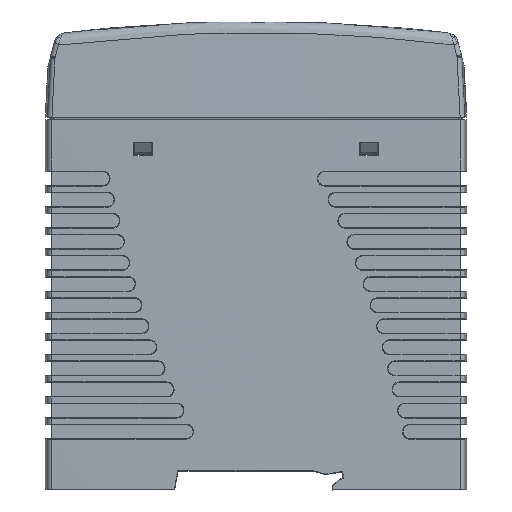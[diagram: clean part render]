
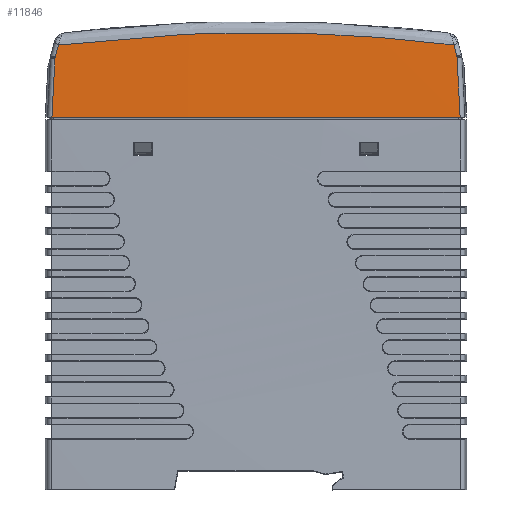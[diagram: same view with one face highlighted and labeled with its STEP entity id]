
A CAD part, left-side view. The second image highlights one B-rep face of the part: STEP entity #11846.
In plain terms, the highlighted conical face has half-angle 2 degrees and reference radius 2024.92 mm.
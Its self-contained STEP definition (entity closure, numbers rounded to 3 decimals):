
#10424=CONICAL_SURFACE('',#40353,2024.916,2.);
#11846=ADVANCED_FACE('',(#13540),#10424,.T.);
#13540=FACE_OUTER_BOUND('',#15015,.T.);
#15015=EDGE_LOOP('',(#19530,#19531,#19532,#19533,#19534,#19535,#19536,#19537,
#19538,#19539,#19540,#19541,#19542));
#16497=B_SPLINE_CURVE_WITH_KNOTS('',3,(#55329,#55330,#55331,#55332,#55333,
#55334,#55335,#55336,#55337),.UNSPECIFIED.,.F.,.F.,(4,1,1,1,1,1,4),(0.,
0.25,0.375,0.5,0.625,
0.75,1.),.UNSPECIFIED.);
#16499=B_SPLINE_CURVE_WITH_KNOTS('',3,(#55485,#55486,#55487,#55488),
 .UNSPECIFIED.,.F.,.F.,(4,4),(0.,1.),.UNSPECIFIED.);
#16501=B_SPLINE_CURVE_WITH_KNOTS('',3,(#55494,#55495,#55496,#55497,#55498,
#55499,#55500,#55501),.UNSPECIFIED.,.F.,.F.,(4,2,2,4),(0.,0.25,0.5,1.),
 .UNSPECIFIED.);
#16502=B_SPLINE_CURVE_WITH_KNOTS('',3,(#55503,#55504,#55505,#55506,#55507,
#55508,#55509,#55510,#55511,#55512,#55513,#55514,#55515,#55516),
 .UNSPECIFIED.,.F.,.F.,(4,1,1,1,1,1,1,1,1,1,1,4),(0.,0.199,0.398,
0.55,0.588,0.626,0.664,0.701,
0.739,0.776,0.851,1.),.UNSPECIFIED.);
#16505=B_SPLINE_CURVE_WITH_KNOTS('',3,(#55687,#55688,#55689,#55690,#55691,
#55692,#55693,#55694,#55695,#55696,#55697),.UNSPECIFIED.,.F.,.F.,(4,1,2,
2,1,1,4),(0.,0.125,0.156,0.187,0.25,
0.5,1.),.UNSPECIFIED.);
#16509=B_SPLINE_CURVE_WITH_KNOTS('',3,(#55713,#55714,#55715,#55716),
 .UNSPECIFIED.,.F.,.F.,(4,4),(0.,1.),.UNSPECIFIED.);
#16536=B_SPLINE_CURVE_WITH_KNOTS('',3,(#56321,#56322,#56323,#56324),
 .UNSPECIFIED.,.F.,.F.,(4,4),(0.,1.),.UNSPECIFIED.);
#16538=B_SPLINE_CURVE_WITH_KNOTS('',3,(#56339,#56340,#56341,#56342),
 .UNSPECIFIED.,.F.,.F.,(4,4),(0.,1.),.UNSPECIFIED.);
#16540=B_SPLINE_CURVE_WITH_KNOTS('',3,(#56404,#56405,#56406,#56407),
 .UNSPECIFIED.,.F.,.F.,(4,4),(0.,1.),.UNSPECIFIED.);
#16541=B_SPLINE_CURVE_WITH_KNOTS('',3,(#56409,#56410,#56411,#56412),
 .UNSPECIFIED.,.F.,.F.,(4,4),(0.,1.),.UNSPECIFIED.);
#16542=B_SPLINE_CURVE_WITH_KNOTS('',3,(#56414,#56415,#56416,#56417),
 .UNSPECIFIED.,.F.,.F.,(4,4),(0.,1.),.UNSPECIFIED.);
#16943=CIRCLE('',#40352,2025.233);
#19530=ORIENTED_EDGE('',*,*,#31019,.F.);
#19531=ORIENTED_EDGE('',*,*,#30982,.F.);
#19532=ORIENTED_EDGE('',*,*,#30986,.F.);
#19533=ORIENTED_EDGE('',*,*,#30979,.F.);
#19534=ORIENTED_EDGE('',*,*,#30976,.F.);
#19535=ORIENTED_EDGE('',*,*,#30975,.F.);
#19536=ORIENTED_EDGE('',*,*,#30978,.F.);
#19537=ORIENTED_EDGE('',*,*,#30973,.F.);
#19538=ORIENTED_EDGE('',*,*,#31015,.F.);
#19539=ORIENTED_EDGE('',*,*,#31017,.F.);
#19540=ORIENTED_EDGE('',*,*,#31020,.F.);
#19541=ORIENTED_EDGE('',*,*,#31021,.F.);
#19542=ORIENTED_EDGE('',*,*,#31022,.F.);
#27842=VERTEX_POINT('',#55323);
#27843=VERTEX_POINT('',#55328);
#27844=VERTEX_POINT('',#55483);
#27845=VERTEX_POINT('',#55484);
#27846=VERTEX_POINT('',#55489);
#27847=VERTEX_POINT('',#55517);
#27848=VERTEX_POINT('',#55685);
#27850=VERTEX_POINT('',#55698);
#27867=VERTEX_POINT('',#56320);
#27868=VERTEX_POINT('',#56337);
#27870=VERTEX_POINT('',#56403);
#27871=VERTEX_POINT('',#56408);
#27872=VERTEX_POINT('',#56413);
#30973=EDGE_CURVE('',#27843,#27842,#16497,.T.);
#30975=EDGE_CURVE('',#27844,#27845,#35194,.T.);
#30976=EDGE_CURVE('',#27845,#27846,#16499,.T.);
#30978=EDGE_CURVE('',#27842,#27844,#16501,.T.);
#30979=EDGE_CURVE('',#27846,#27847,#16502,.T.);
#30982=EDGE_CURVE('',#27848,#27850,#16505,.T.);
#30986=EDGE_CURVE('',#27847,#27848,#16509,.T.);
#31015=EDGE_CURVE('',#27867,#27843,#16536,.T.);
#31017=EDGE_CURVE('',#27868,#27867,#16538,.T.);
#31019=EDGE_CURVE('',#27850,#27870,#16943,.T.);
#31020=EDGE_CURVE('',#27871,#27868,#16540,.T.);
#31021=EDGE_CURVE('',#27872,#27871,#16541,.T.);
#31022=EDGE_CURVE('',#27870,#27872,#16542,.T.);
#35194=LINE('',#55482,#37733);
#37733=VECTOR('',#43395,1.);
#40352=AXIS2_PLACEMENT_3D('',#56402,#43418,#43419);
#40353=AXIS2_PLACEMENT_3D('',#56418,#43420,#43421);
#43395=DIRECTION('',(-0.029,-0.25,-0.968));
#43418=DIRECTION('',(0.,0.,-1.));
#43419=DIRECTION('',(-1.,-0.022,0.));
#43420=DIRECTION('',(0.,0.,-1.));
#43421=DIRECTION('',(-1.,0.,0.));
#55323=CARTESIAN_POINT('',(-26.642,-42.209,55.793));
#55328=CARTESIAN_POINT('',(-26.644,42.23,55.788));
#55329=CARTESIAN_POINT('',(-26.644,42.23,55.788));
#55330=CARTESIAN_POINT('',(-26.758,35.234,56.673));
#55331=CARTESIAN_POINT('',(-26.888,24.696,57.67));
#55332=CARTESIAN_POINT('',(-26.976,10.597,58.336));
#55333=CARTESIAN_POINT('',(-26.998,0.001,58.503));
#55334=CARTESIAN_POINT('',(-26.975,-10.593,58.337));
#55335=CARTESIAN_POINT('',(-26.887,-24.684,57.672));
#55336=CARTESIAN_POINT('',(-26.757,-35.217,56.676));
#55337=CARTESIAN_POINT('',(-26.642,-42.209,55.793));
#55482=CARTESIAN_POINT('',(-26.703,-42.744,53.723));
#55483=CARTESIAN_POINT('',(-26.7,-42.72,53.815));
#55484=CARTESIAN_POINT('',(-26.706,-42.768,53.631));
#55485=CARTESIAN_POINT('',(-26.706,-42.768,53.631));
#55486=CARTESIAN_POINT('',(-26.707,-42.779,53.586));
#55487=CARTESIAN_POINT('',(-26.708,-42.791,53.542));
#55488=CARTESIAN_POINT('',(-26.71,-42.802,53.498));
#55489=CARTESIAN_POINT('',(-26.71,-42.802,53.498));
#55494=CARTESIAN_POINT('',(-26.642,-42.209,55.793));
#55495=CARTESIAN_POINT('',(-26.643,-42.216,55.768));
#55496=CARTESIAN_POINT('',(-26.645,-42.24,55.673));
#55497=CARTESIAN_POINT('',(-26.655,-42.325,55.344));
#55498=CARTESIAN_POINT('',(-26.663,-42.398,55.063));
#55499=CARTESIAN_POINT('',(-26.686,-42.599,54.285));
#55500=CARTESIAN_POINT('',(-26.696,-42.684,53.955));
#55501=CARTESIAN_POINT('',(-26.7,-42.72,53.815));
#55503=CARTESIAN_POINT('',(-26.71,-42.802,53.498));
#55504=CARTESIAN_POINT('',(-26.71,-42.807,53.479));
#55505=CARTESIAN_POINT('',(-26.711,-42.815,53.442));
#55506=CARTESIAN_POINT('',(-26.713,-42.824,53.391));
#55507=CARTESIAN_POINT('',(-26.714,-42.829,53.355));
#55508=CARTESIAN_POINT('',(-26.715,-42.832,53.334));
#55509=CARTESIAN_POINT('',(-26.715,-42.834,53.324));
#55510=CARTESIAN_POINT('',(-26.715,-42.835,53.313));
#55511=CARTESIAN_POINT('',(-26.716,-42.836,53.303));
#55512=CARTESIAN_POINT('',(-26.716,-42.837,53.293));
#55513=CARTESIAN_POINT('',(-26.716,-42.838,53.281));
#55514=CARTESIAN_POINT('',(-26.717,-42.84,53.261));
#55515=CARTESIAN_POINT('',(-26.718,-42.84,53.245));
#55516=CARTESIAN_POINT('',(-26.718,-42.841,53.234));
#55517=CARTESIAN_POINT('',(-26.718,-42.841,53.234));
#55685=CARTESIAN_POINT('',(-26.722,-42.843,53.111));
#55687=CARTESIAN_POINT('',(-26.722,-42.843,53.111));
#55688=CARTESIAN_POINT('',(-26.754,-42.891,52.175));
#55689=CARTESIAN_POINT('',(-26.78,-42.931,51.393));
#55690=CARTESIAN_POINT('',(-26.79,-42.946,51.097));
#55691=CARTESIAN_POINT('',(-26.793,-42.95,51.017));
#55692=CARTESIAN_POINT('',(-26.802,-42.964,50.748));
#55693=CARTESIAN_POINT('',(-26.822,-42.994,50.163));
#55694=CARTESIAN_POINT('',(-26.886,-43.092,48.263));
#55695=CARTESIAN_POINT('',(-27.032,-43.312,43.964));
#55696=CARTESIAN_POINT('',(-27.118,-43.443,41.418));
#55697=CARTESIAN_POINT('',(-27.154,-43.498,40.353));
#55698=CARTESIAN_POINT('',(-27.154,-43.498,40.353));
#55713=CARTESIAN_POINT('',(-26.718,-42.841,53.234));
#55714=CARTESIAN_POINT('',(-26.719,-42.843,53.193));
#55715=CARTESIAN_POINT('',(-26.721,-42.841,53.158));
#55716=CARTESIAN_POINT('',(-26.722,-42.843,53.111));
#56320=CARTESIAN_POINT('',(-26.719,42.915,53.223));
#56321=CARTESIAN_POINT('',(-26.719,42.915,53.223));
#56322=CARTESIAN_POINT('',(-26.694,42.686,54.078));
#56323=CARTESIAN_POINT('',(-26.669,42.458,54.933));
#56324=CARTESIAN_POINT('',(-26.644,42.23,55.788));
#56337=CARTESIAN_POINT('',(-26.725,42.952,53.021));
#56339=CARTESIAN_POINT('',(-26.725,42.952,53.021));
#56340=CARTESIAN_POINT('',(-26.723,42.944,53.088));
#56341=CARTESIAN_POINT('',(-26.721,42.932,53.156));
#56342=CARTESIAN_POINT('',(-26.719,42.915,53.223));
#56402=CARTESIAN_POINT('',(1997.61,0.05,40.353));
#56403=CARTESIAN_POINT('',(-27.154,43.598,40.353));
#56404=CARTESIAN_POINT('',(-26.728,42.956,52.95));
#56405=CARTESIAN_POINT('',(-26.727,42.955,52.974));
#56406=CARTESIAN_POINT('',(-26.726,42.955,52.993));
#56407=CARTESIAN_POINT('',(-26.725,42.952,53.021));
#56408=CARTESIAN_POINT('',(-26.728,42.956,52.95));
#56409=CARTESIAN_POINT('',(-26.732,42.958,52.823));
#56410=CARTESIAN_POINT('',(-26.73,42.955,52.872));
#56411=CARTESIAN_POINT('',(-26.729,42.958,52.908));
#56412=CARTESIAN_POINT('',(-26.728,42.956,52.95));
#56413=CARTESIAN_POINT('',(-26.732,42.958,52.823));
#56414=CARTESIAN_POINT('',(-27.154,43.598,40.353));
#56415=CARTESIAN_POINT('',(-27.013,43.384,44.51));
#56416=CARTESIAN_POINT('',(-26.873,43.171,48.667));
#56417=CARTESIAN_POINT('',(-26.732,42.958,52.823));
#56418=CARTESIAN_POINT('',(1997.61,0.05,49.416));
